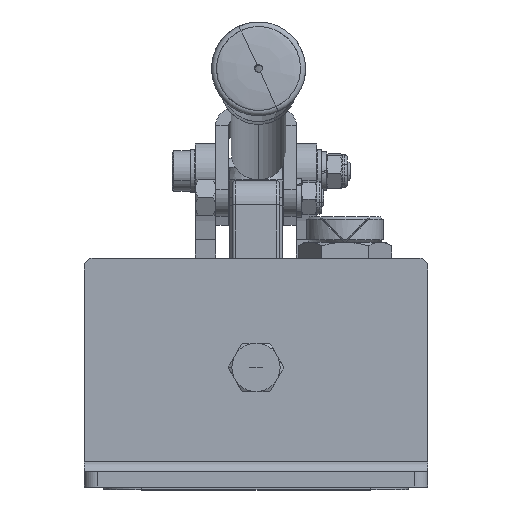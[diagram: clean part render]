
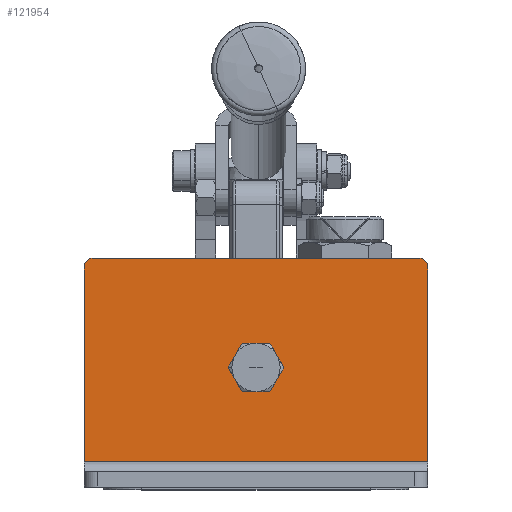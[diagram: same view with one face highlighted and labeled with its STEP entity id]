
A CAD part, top view. The second image highlights one B-rep face of the part: STEP entity #121954.
In plain terms, the highlighted face is planar.
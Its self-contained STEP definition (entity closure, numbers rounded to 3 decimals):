
#1225 = LINE ( 'NONE', #127222, #20114 ) ;
#7316 = VERTEX_POINT ( 'NONE', #50916 ) ;
#7547 = DIRECTION ( 'NONE',  ( 0., 1., 0. ) ) ;
#8303 = ORIENTED_EDGE ( 'NONE', *, *, #145919, .F. ) ;
#8474 = ORIENTED_EDGE ( 'NONE', *, *, #63109, .T. ) ;
#15921 = CIRCLE ( 'NONE', #36747, 3. ) ;
#16908 = LINE ( 'NONE', #63351, #60734 ) ;
#17918 = VECTOR ( 'NONE', #41098, 1000. ) ;
#18403 = DIRECTION ( 'NONE',  ( 0., 0., 1. ) ) ;
#19252 = DIRECTION ( 'NONE',  ( 0., 0., 1. ) ) ;
#20114 = VECTOR ( 'NONE', #26442, 1000. ) ;
#20557 = DIRECTION ( 'NONE',  ( 0., 0., -1. ) ) ;
#24586 = CIRCLE ( 'NONE', #112778, 9.1 ) ;
#26442 = DIRECTION ( 'NONE',  ( 0., 0., -1. ) ) ;
#32212 = CARTESIAN_POINT ( 'NONE',  ( 0., 0., 80. ) ) ;
#34697 = CARTESIAN_POINT ( 'NONE',  ( 132., 0., 3. ) ) ;
#36264 = EDGE_LOOP ( 'NONE', ( #142024, #160559 ) ) ;
#36747 = AXIS2_PLACEMENT_3D ( 'NONE', #154608, #93626, #100415 ) ;
#39522 = EDGE_CURVE ( '��u7', #7316, #66091, #157949, .T. ) ;
#41098 = DIRECTION ( 'NONE',  ( 1., 0., 0. ) ) ;
#42037 = PLANE ( 'NONE',  #73831 ) ;
#42252 = ORIENTED_EDGE ( 'NONE', *, *, #80666, .T. ) ;
#46030 = VERTEX_POINT ( 'NONE', #141663 ) ;
#49624 = VERTEX_POINT ( 'NONE', #156980 ) ;
#50916 = CARTESIAN_POINT ( 'NONE',  ( 0., 0., 80. ) ) ;
#51576 = AXIS2_PLACEMENT_3D ( 'NONE', #34697, #146840, #19252 ) ;
#52753 = DIRECTION ( 'NONE',  ( 1., 0., 0. ) ) ;
#58896 = VERTEX_POINT ( 'NONE', #147140 ) ;
#60734 = VECTOR ( 'NONE', #52753, 1000. ) ;
#62844 = EDGE_LOOP ( 'NONE', ( #8303, #111827, #86877, #8474, #149589, #42252 ) ) ;
#63109 = EDGE_CURVE ( '��u2', #7316, #154716, #16908, .T. ) ;
#63351 = CARTESIAN_POINT ( 'NONE',  ( 0., 0., 80. ) ) ;
#66091 = VERTEX_POINT ( 'NONE', #152494 ) ;
#66162 = AXIS2_PLACEMENT_3D ( 'NONE', #127784, #126992, #129361 ) ;
#67111 = CIRCLE ( 'NONE', #51576, 3. ) ;
#68032 = DIRECTION ( 'NONE',  ( 0., 1., 0. ) ) ;
#69382 = DIRECTION ( 'NONE',  ( 0., 0., 1. ) ) ;
#73831 = AXIS2_PLACEMENT_3D ( 'NONE', #32212, #68032, #18403 ) ;
#79900 = EDGE_CURVE ( 'NONE', #156110, #66091, #15921, .T. ) ;
#80666 = EDGE_CURVE ( 'NONE', #58896, #46030, #67111, .T. ) ;
#82042 = CARTESIAN_POINT ( 'NONE',  ( 3., 0., 0. ) ) ;
#86877 = ORIENTED_EDGE ( 'NONE', *, *, #39522, .F. ) ;
#89877 = CARTESIAN_POINT ( 'NONE',  ( 0., 0., 0. ) ) ;
#92407 = FACE_BOUND ( 'NONE', #36264, .T. ) ;
#93626 = DIRECTION ( 'NONE',  ( 0., 1., 0. ) ) ;
#97237 = CIRCLE ( 'NONE', #66162, 9.1 ) ;
#100415 = DIRECTION ( 'NONE',  ( 0., 0., 1. ) ) ;
#102066 = LINE ( 'NONE', #89877, #17918 ) ;
#111827 = ORIENTED_EDGE ( 'NONE', *, *, #79900, .T. ) ;
#112778 = AXIS2_PLACEMENT_3D ( 'NONE', #145742, #7547, #69382 ) ;
#121954 = ADVANCED_FACE ( '��5', ( #92407, #143587 ), #42037, .T. ) ;
#125457 = CARTESIAN_POINT ( 'NONE',  ( 67.5, 0., 33.85 ) ) ;
#126992 = DIRECTION ( 'NONE',  ( 0., 1., 0. ) ) ;
#127222 = CARTESIAN_POINT ( 'NONE',  ( 135., 0., 80. ) ) ;
#127784 = CARTESIAN_POINT ( 'NONE',  ( 67.5, 0., 42.95 ) ) ;
#128360 = EDGE_CURVE ( 'NONE', #159874, #49624, #24586, .T. ) ;
#128770 = EDGE_CURVE ( 'NONE', #49624, #159874, #97237, .T. ) ;
#129361 = DIRECTION ( 'NONE',  ( 0., 0., 1. ) ) ;
#134417 = CARTESIAN_POINT ( 'NONE',  ( 135., 0., 80. ) ) ;
#140970 = EDGE_CURVE ( 'NONE', #154716, #58896, #1225, .T. ) ;
#141663 = CARTESIAN_POINT ( 'NONE',  ( 132., 0., 0. ) ) ;
#142024 = ORIENTED_EDGE ( 'NONE', *, *, #128770, .F. ) ;
#143587 = FACE_OUTER_BOUND ( 'NONE', #62844, .T. ) ;
#145742 = CARTESIAN_POINT ( 'NONE',  ( 67.5, 0., 42.95 ) ) ;
#145919 = EDGE_CURVE ( 'NONE', #156110, #46030, #102066, .T. ) ;
#146840 = DIRECTION ( 'NONE',  ( 0., 1., 0. ) ) ;
#147140 = CARTESIAN_POINT ( 'NONE',  ( 135., 0., 3. ) ) ;
#149589 = ORIENTED_EDGE ( 'NONE', *, *, #140970, .T. ) ;
#151735 = VECTOR ( 'NONE', #20557, 1000. ) ;
#152494 = CARTESIAN_POINT ( 'NONE',  ( 0., 0., 3. ) ) ;
#154608 = CARTESIAN_POINT ( 'NONE',  ( 3., 0., 3. ) ) ;
#154716 = VERTEX_POINT ( 'NONE', #134417 ) ;
#156110 = VERTEX_POINT ( 'NONE', #82042 ) ;
#156980 = CARTESIAN_POINT ( 'NONE',  ( 67.5, 0., 52.05 ) ) ;
#157147 = CARTESIAN_POINT ( 'NONE',  ( 0., 0., 80. ) ) ;
#157949 = LINE ( 'NONE', #157147, #151735 ) ;
#159874 = VERTEX_POINT ( 'NONE', #125457 ) ;
#160559 = ORIENTED_EDGE ( 'NONE', *, *, #128360, .F. ) ;
